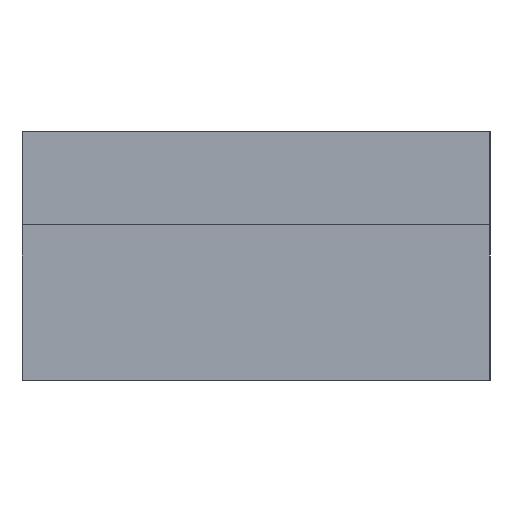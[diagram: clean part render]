
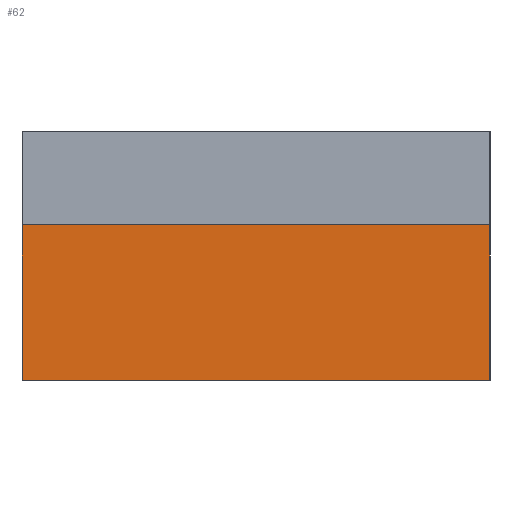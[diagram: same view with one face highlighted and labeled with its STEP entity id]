
A CAD part, left-side view. The second image highlights one B-rep face of the part: STEP entity #62.
In plain terms, the highlighted planar face has unit normal (-1, 0, 0).
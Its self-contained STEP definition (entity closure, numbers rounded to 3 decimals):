
#62=ADVANCED_FACE('',(#84),#346,.T.);
#84=FACE_OUTER_BOUND('',#108,.T.);
#108=EDGE_LOOP('',(#187,#188,#189,#190));
#187=ORIENTED_EDGE('',*,*,#251,.T.);
#188=ORIENTED_EDGE('',*,*,#244,.T.);
#189=ORIENTED_EDGE('',*,*,#252,.F.);
#190=ORIENTED_EDGE('',*,*,#249,.F.);
#244=EDGE_CURVE('',#319,#322,#288,.T.);
#249=EDGE_CURVE('',#325,#326,#293,.T.);
#251=EDGE_CURVE('',#325,#319,#295,.T.);
#252=EDGE_CURVE('',#326,#322,#296,.T.);
#288=B_SPLINE_CURVE_WITH_KNOTS('',1,(#567,#568),.UNSPECIFIED.,.F.,.F.,(2,
2),(0.,2.),.UNSPECIFIED.);
#293=B_SPLINE_CURVE_WITH_KNOTS('',1,(#577,#578),.UNSPECIFIED.,.F.,.F.,(2,
2),(0.,2.),.UNSPECIFIED.);
#295=B_SPLINE_CURVE_WITH_KNOTS('',1,(#581,#582),.UNSPECIFIED.,.F.,.F.,(2,
2),(16.,22.),.UNSPECIFIED.);
#296=B_SPLINE_CURVE_WITH_KNOTS('',1,(#583,#584),.UNSPECIFIED.,.F.,.F.,(2,
2),(16.,22.),.UNSPECIFIED.);
#319=VERTEX_POINT('',#549);
#322=VERTEX_POINT('',#552);
#325=VERTEX_POINT('',#555);
#326=VERTEX_POINT('',#556);
#346=PLANE('',#390);
#390=AXIS2_PLACEMENT_3D('',#544,#427,$);
#427=DIRECTION('',(-1.,0.,0.));
#544=CARTESIAN_POINT('',(-54.,43.,0.));
#549=CARTESIAN_POINT('',(-54.,37.,0.));
#552=CARTESIAN_POINT('',(-54.,37.,2.));
#555=CARTESIAN_POINT('',(-54.,43.,0.));
#556=CARTESIAN_POINT('',(-54.,43.,2.));
#567=CARTESIAN_POINT('',(-54.,37.,0.));
#568=CARTESIAN_POINT('',(-54.,37.,2.));
#577=CARTESIAN_POINT('',(-54.,43.,0.));
#578=CARTESIAN_POINT('',(-54.,43.,2.));
#581=CARTESIAN_POINT('',(-54.,43.,0.));
#582=CARTESIAN_POINT('',(-54.,37.,0.));
#583=CARTESIAN_POINT('',(-54.,43.,2.));
#584=CARTESIAN_POINT('',(-54.,37.,2.));
